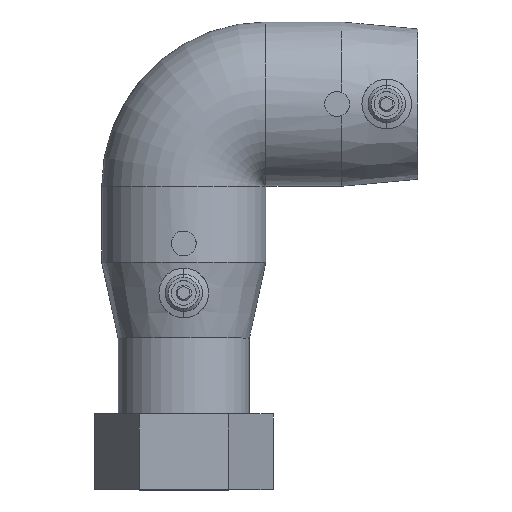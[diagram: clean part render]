
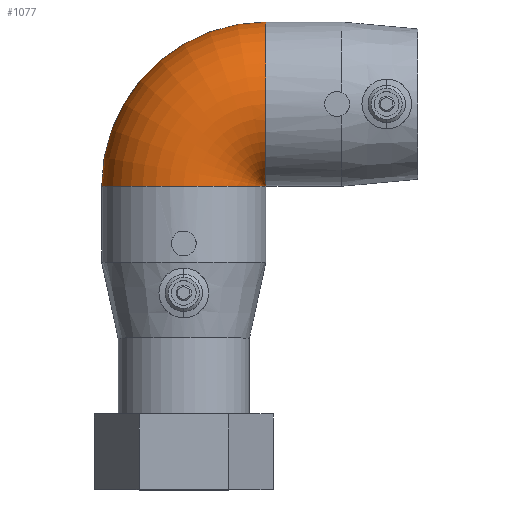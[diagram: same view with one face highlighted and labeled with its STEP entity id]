
A CAD part, top view. The second image highlights one B-rep face of the part: STEP entity #1077.
In plain terms, the highlighted toroidal (fillet/blend) face has major radius 26.51 mm and minor radius 26.5 mm.
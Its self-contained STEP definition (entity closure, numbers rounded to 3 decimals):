
#399 = EDGE_CURVE( '', #693, #1035, #1145, .T. );
#405 = EDGE_CURVE( '', #689, #1035, #1151, .T. );
#553 = EDGE_CURVE( '', #689, #1075, #1318, .T. );
#689 = VERTEX_POINT( '', #1466 );
#693 = VERTEX_POINT( '', #1472 );
#765 = EDGE_CURVE( '', #693, #867, #1553, .T. );
#867 = VERTEX_POINT( '', #1669 );
#1035 = VERTEX_POINT( '', #1862 );
#1039 = EDGE_CURVE( '', #867, #1075, #1866, .T. );
#1075 = VERTEX_POINT( '', #1911 );
#1077 = ADVANCED_FACE( '', ( #1913 ), #1914, .T. );
#1145 = CIRCLE( '', #1983, 26.5 );
#1151 = CIRCLE( '', #1992, 53.01 );
#1318 = CIRCLE( '', #2285, 26.5 );
#1466 = CARTESIAN_POINT( '', ( 0.01, 26.51, 0. ) );
#1472 = CARTESIAN_POINT( '', ( 0., -26.5, 0. ) );
#1553 = B_SPLINE_CURVE_WITH_KNOTS( '', 3, ( #2790, #2791, #2792, #2793, #2794, #2795, #2796, #2797, #2798, #2799, #2800, #2801, #2802, #2803, #2804, #2805, #2806, #2807, #2808, #2809, #2810, #2811, #2812, #2813, #2814, #2815, #2816, #2817, #2818, #2819, #2820, #2821, #2822, #2823, #2824, #2825, #2826, #2827 ), .UNSPECIFIED., .F., .F., ( 4, 2, 2, 2, 2, 2, 2, 2, 2, 2, 2, 2, 2, 2, 2, 2, 2, 2, 4 ), ( 0., 0.332, 1.536, 2.74, 5.148, 7.556, 9.964, 12.4, 14.836, 17.273, 19.709, 22.15, 24.591, 27.032, 29.473, 31.913, 34.354, 36.795, 39.231 ), .UNSPECIFIED. );
#1669 = CARTESIAN_POINT( '', ( 0., 0.005, 26.5 ) );
#1862 = CARTESIAN_POINT( '', ( -53., -26.5, 0. ) );
#1866 = B_SPLINE_CURVE_WITH_KNOTS( '', 3, ( #3412, #3413, #3414, #3415 ), .UNSPECIFIED., .F., .F., ( 4, 4 ), ( -0.01, 0. ), .UNSPECIFIED. );
#1911 = CARTESIAN_POINT( '', ( 0.01, 0.005, 26.5 ) );
#1913 = FACE_OUTER_BOUND( '', #3471, .T. );
#1914 = TOROIDAL_SURFACE( '', #3472, 26.51, 26.5 );
#1983 = AXIS2_PLACEMENT_3D( '', #3604, #3605, #3606 );
#1992 = AXIS2_PLACEMENT_3D( '', #3613, #3614, #3615 );
#2285 = AXIS2_PLACEMENT_3D( '', #3816, #3817, #3818 );
#2790 = CARTESIAN_POINT( '', ( 0., -26.5, 0. ) );
#2791 = CARTESIAN_POINT( '', ( 0., -26.498, 0.111 ) );
#2792 = CARTESIAN_POINT( '', ( 0., -26.495, 0.244 ) );
#2793 = CARTESIAN_POINT( '', ( 0., -26.484, 0.756 ) );
#2794 = CARTESIAN_POINT( '', ( 0., -26.469, 1.166 ) );
#2795 = CARTESIAN_POINT( '', ( 0., -26.418, 2.001 ) );
#2796 = CARTESIAN_POINT( '', ( 0., -26.383, 2.424 ) );
#2797 = CARTESIAN_POINT( '', ( 0., -26.244, 3.704 ) );
#2798 = CARTESIAN_POINT( '', ( 0., -26.108, 4.571 ) );
#2799 = CARTESIAN_POINT( '', ( 0., -25.749, 6.286 ) );
#2800 = CARTESIAN_POINT( '', ( 0., -25.526, 7.134 ) );
#2801 = CARTESIAN_POINT( '', ( 0., -25.011, 8.77 ) );
#2802 = CARTESIAN_POINT( '', ( 0., -24.719, 9.558 ) );
#2803 = CARTESIAN_POINT( '', ( 0., -24.092, 11.046 ) );
#2804 = CARTESIAN_POINT( '', ( 0., -23.726, 11.815 ) );
#2805 = CARTESIAN_POINT( '', ( 0., -22.903, 13.342 ) );
#2806 = CARTESIAN_POINT( '', ( 0., -22.444, 14.101 ) );
#2807 = CARTESIAN_POINT( '', ( 0., -21.453, 15.569 ) );
#2808 = CARTESIAN_POINT( '', ( 0., -20.919, 16.278 ) );
#2809 = CARTESIAN_POINT( '', ( 0., -19.81, 17.612 ) );
#2810 = CARTESIAN_POINT( '', ( 0., -19.233, 18.238 ) );
#2811 = CARTESIAN_POINT( '', ( 0., -18.079, 19.383 ) );
#2812 = CARTESIAN_POINT( '', ( 0., -17.448, 19.955 ) );
#2813 = CARTESIAN_POINT( '', ( 0., -16.103, 21.057 ) );
#2814 = CARTESIAN_POINT( '', ( 0., -15.389, 21.585 ) );
#2815 = CARTESIAN_POINT( '', ( 0., -13.91, 22.567 ) );
#2816 = CARTESIAN_POINT( '', ( 0., -13.146, 23.02 ) );
#2817 = CARTESIAN_POINT( '', ( 0., -11.609, 23.833 ) );
#2818 = CARTESIAN_POINT( '', ( 0., -10.837, 24.192 ) );
#2819 = CARTESIAN_POINT( '', ( 0., -9.332, 24.812 ) );
#2820 = CARTESIAN_POINT( '', ( 0., -8.531, 25.101 ) );
#2821 = CARTESIAN_POINT( '', ( 0., -6.867, 25.607 ) );
#2822 = CARTESIAN_POINT( '', ( 0., -6.005, 25.823 ) );
#2823 = CARTESIAN_POINT( '', ( 0., -4.265, 26.168 ) );
#2824 = CARTESIAN_POINT( '', ( 0., -3.385, 26.296 ) );
#2825 = CARTESIAN_POINT( '', ( 0., -1.657, 26.462 ) );
#2826 = CARTESIAN_POINT( '', ( 0., -0.807, 26.5 ) );
#2827 = CARTESIAN_POINT( '', ( 0., 0.005, 26.5 ) );
#3412 = CARTESIAN_POINT( '', ( 0., 0.005, 26.5 ) );
#3413 = CARTESIAN_POINT( '', ( 0.003, 0.005, 26.5 ) );
#3414 = CARTESIAN_POINT( '', ( 0.007, 0.005, 26.5 ) );
#3415 = CARTESIAN_POINT( '', ( 0.01, 0.005, 26.5 ) );
#3471 = EDGE_LOOP( '', ( #4551, #4552, #4553, #4554, #4555 ) );
#3472 = AXIS2_PLACEMENT_3D( '', #4556, #4557, #4558 );
#3604 = CARTESIAN_POINT( '', ( -26.5, -26.5, 0. ) );
#3605 = DIRECTION( '', ( 0., -1., 0. ) );
#3606 = DIRECTION( '', ( -1., 0., 0. ) );
#3613 = CARTESIAN_POINT( '', ( 0.01, -26.5, 0. ) );
#3614 = DIRECTION( '', ( 0., 0., 1. ) );
#3615 = DIRECTION( '', ( 1., 0., 0. ) );
#3816 = CARTESIAN_POINT( '', ( 0.01, 0.01, 0. ) );
#3817 = DIRECTION( '', ( 1., 0., 0. ) );
#3818 = DIRECTION( '', ( 0., -1., 0. ) );
#4551 = ORIENTED_EDGE( '', *, *, #405, .T. );
#4552 = ORIENTED_EDGE( '', *, *, #399, .F. );
#4553 = ORIENTED_EDGE( '', *, *, #765, .T. );
#4554 = ORIENTED_EDGE( '', *, *, #1039, .T. );
#4555 = ORIENTED_EDGE( '', *, *, #553, .F. );
#4556 = CARTESIAN_POINT( '', ( 0.01, -26.5, 0. ) );
#4557 = DIRECTION( '', ( 0., 0., 1. ) );
#4558 = DIRECTION( '', ( 1., 0., 0. ) );
